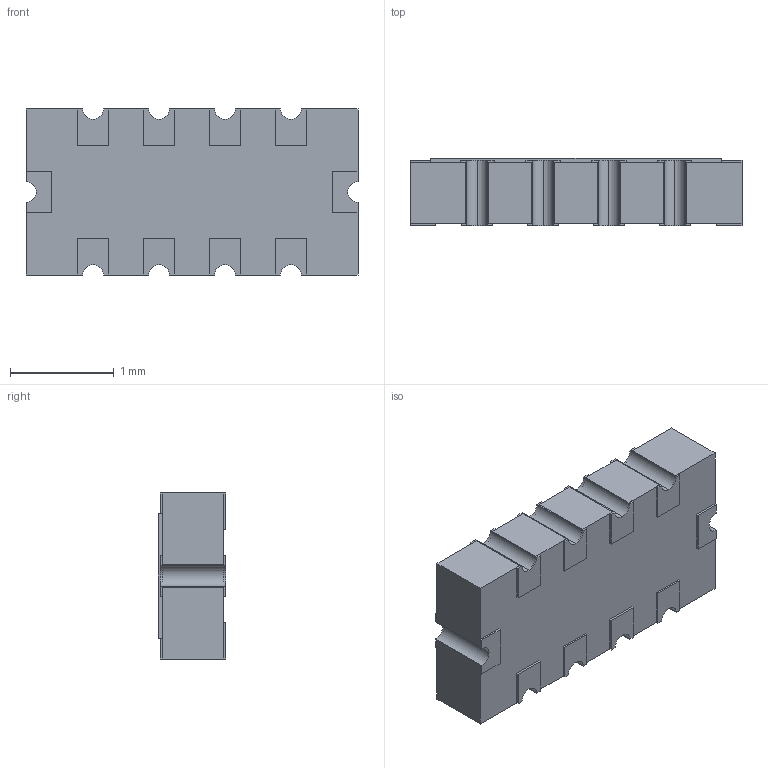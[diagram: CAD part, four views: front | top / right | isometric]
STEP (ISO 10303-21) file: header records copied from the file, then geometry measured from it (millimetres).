
FILE_DESCRIPTION (( 'STEP AP214' ), '1' );
FILE_NAME ('EXB-D10C222J.STEP', '2021-09-03T17:40:40', ( '' ), ( '' ), 'SwSTEP 2.0', 'SolidWorks 2017', '' );
FILE_SCHEMA (( 'AUTOMOTIVE_DESIGN' ));
Length unit declared in the file: millimetre
Products named in the file (1): EXB-D10C222J
Bounding box: 3.2 x 0.65 x 1.6 mm (x, y, z)
Volume: 3.1 mm3; surface area: 30.6 mm2
Topology: 12 solids, 12 shells, 188 faces, 492 edges, 328 vertices
Faces by surface type: plane 142, cylinder 46
Entity records: 5881 total; most frequent: CARTESIAN_POINT 1009, ORIENTED_EDGE 984, DIRECTION 962, EDGE_CURVE 492, LINE 400, VECTOR 400, VERTEX_POINT 328, AXIS2_PLACEMENT_3D 281
